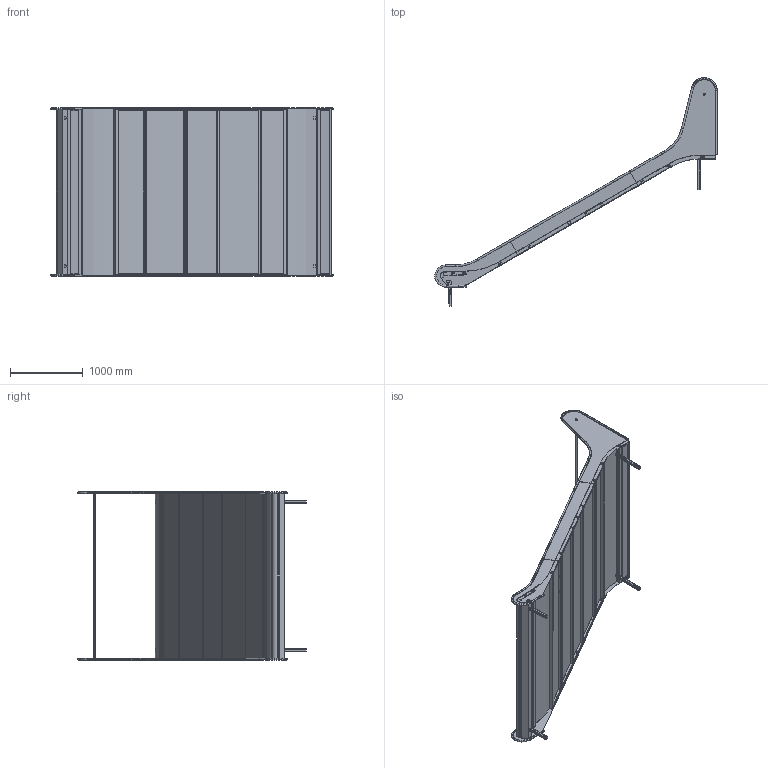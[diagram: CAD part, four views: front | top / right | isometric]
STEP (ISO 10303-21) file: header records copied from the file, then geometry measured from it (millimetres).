
FILE_DESCRIPTION (( 'STEP AP214' ), '1' );
FILE_NAME ('EP-SLS6-A-0003web.STEP', '2024-07-10T13:21:05', ( '' ), ( '' ), 'SwSTEP 2.0', 'SolidWorks 2023', '' );
FILE_SCHEMA (( 'AUTOMOTIVE_DESIGN' ));
Length unit declared in the file: inch
Products named in the file (33): EP-SLS4-A-0007web_triple; EP-SLS-P-0027web_Défaut<Brut d''usinage>; EP-SLS6-P-0009web_EP-SLS-P-0009; EP-SLS6-P-0010web_triple<As Machined>; EP-SLS6-A-0002web_Défaut; EP-SLS6-P-0003web_EP-SLS6-P-0003; EP-SLS6-P-0006web_EP-SLS6-P-0006; EP-SLS-P-0036web_Défaut; EP-SLS-A-0004web_triple; EP-SLS6-P-0007web_step pour 4''<Brut d''usinage>; 92949A622_18-8 Stainless Steel Button Head Hex Drive Screw (1)web_92949A622; EP-SLS-P-0005web_triple; EP-SLS6-P-0005web_EP-SLS-P-0005; EP-SLS6-A-0003web; EP-SLS6-P-0001web_6p3; EP-SLS-P-0039web_Défaut; EP-SLS6-P-0008web_EP-SLS6-P-0008; EP-SLS-P-0040web_Défaut; EP-SLS-P-0002web_triple; EP-SLS-P-0008web_triple<As Machined>; EP-SLS-A-0002web_triple; EP-SLS-P-0024web_MG-01-003<As Machined>; EP-SLS-P-0015web_triple; EP-SLS6-A-0003web_Défaut; EP-SLS-A-0011web_triplke; EP-SLS-P-0038web_Défaut; 92141A031_18-8 Stainless Steel Washerweb_92141A031; EP-SLS-P-0034web_triple; EP-SLS6-P-0011web_EP-SLS6-P-0011; EP-SLS-A-0012web_Défaut; EP-SLS-A-0003web_triple; 95615A140_Medium-Strength Steel Nylon-Insert Locknutweb_95615A140; EP-SLS-P-0037web_Défaut
Assembly tree (52 placements, depth 5):
  EP-SLS6-A-0003web
    EP-SLS-A-0003web_triple
      EP-SLS-P-0002web_triple
      EP-SLS-A-0002web_triple
        EP-SLS-A-0011web_triplke
          EP-SLS-P-0008web_triple<As Machined>
          EP-SLS-P-0039web_Défaut  x2
        EP-SLS-A-0012web_Défaut  x2
          EP-SLS-P-0040web_Défaut
          EP-SLS-P-0024web_MG-01-003<As Machined>
      EP-SLS-P-0005web_triple
      92949A622_18-8 Stainless Steel Button Head Hex Drive Screw (1)web_92949A622  x3
      92141A031_18-8 Stainless Steel Washerweb_92141A031  x3
      95615A140_Medium-Strength Steel Nylon-Insert Locknutweb_95615A140  x3
      EP-SLS-A-0011web_triplke  x2
        EP-SLS-P-0008web_triple<As Machined>
        EP-SLS-P-0039web_Défaut
    EP-SLS-A-0004web_triple
      EP-SLS-P-0015web_triple
      EP-SLS-A-0002web_triple
        EP-SLS-A-0011web_triplke
          EP-SLS-P-0008web_triple<As Machined>
          EP-SLS-P-0039web_Défaut  x2
        EP-SLS-A-0012web_Défaut  x2
          EP-SLS-P-0040web_Défaut
          EP-SLS-P-0024web_MG-01-003<As Machined>
      EP-SLS-A-0011web_triplke
        EP-SLS-P-0008web_triple<As Machined>
        EP-SLS-P-0039web_Défaut  x2
    EP-SLS4-A-0007web_triple
      EP-SLS-P-0034web_triple
      EP-SLS-P-0037web_Défaut  x2
      EP-SLS-P-0038web_Défaut  x2
    EP-SLS6-P-0001web_6p3
    EP-SLS6-A-0002web_Défaut
      EP-SLS6-P-0005web_EP-SLS-P-0005
      EP-SLS-P-0027web_Défaut<Brut d''usinage>
      EP-SLS6-P-0007web_step pour 4''<Brut d''usinage>
      EP-SLS-P-0036web_Défaut  x2
      EP-SLS6-P-0003web_EP-SLS6-P-0003
      EP-SLS6-P-0008web_EP-SLS6-P-0008
    EP-SLS6-A-0003web_Défaut
      EP-SLS6-P-0006web_EP-SLS6-P-0006
      EP-SLS-P-0027web_Défaut<Brut d''usinage>
      EP-SLS6-P-0007web_step pour 4''<Brut d''usinage>
      EP-SLS-P-0036web_Défaut  x2
      EP-SLS6-P-0011web_EP-SLS6-P-0011
      EP-SLS6-P-0009web_EP-SLS-P-0009
    EP-SLS6-P-0010web_triple<As Machined>  x2
Bounding box: 3883.78 x 3139.21 x 2318.56 mm (x, y, z)
Volume: 36617155.2 mm3; surface area: 34996829.1 mm2
Topology: 60 solids, 60 shells, 1598 faces, 3823 edges, 2341 vertices
Faces by surface type: plane 973, cylinder 450, bspline 68, cone 63, torus 38, sphere 6
Entity records: 38367 total; most frequent: CARTESIAN_POINT 11590, ORIENTED_EDGE 5304, DIRECTION 5150, EDGE_CURVE 2652, VECTOR 1984, LINE 1984, VERTEX_POINT 1597, AXIS2_PLACEMENT_3D 1583
